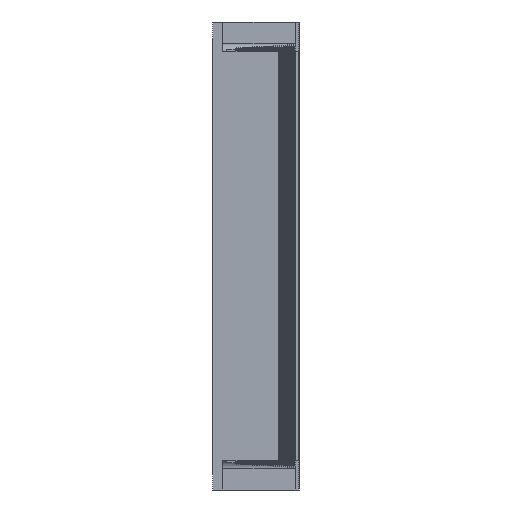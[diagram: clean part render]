
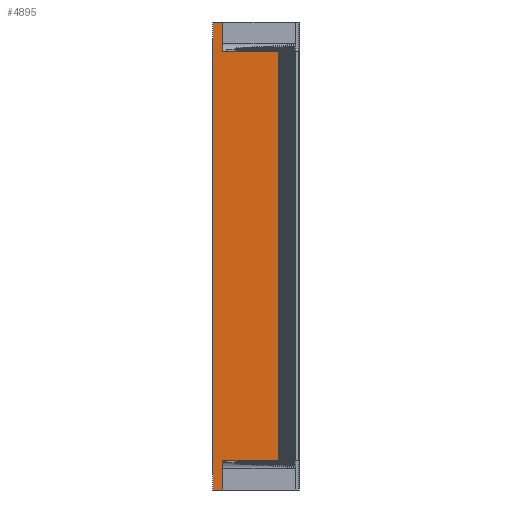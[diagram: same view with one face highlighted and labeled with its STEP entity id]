
A CAD part, left-side view. The second image highlights one B-rep face of the part: STEP entity #4895.
In plain terms, the highlighted planar face has unit normal (-1, 0, 0).
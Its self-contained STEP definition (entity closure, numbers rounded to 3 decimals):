
#4895=ADVANCED_FACE('',(#20694),#20696,.T.);
#20694=FACE_BOUND('',#20695,.T.);
#20695=EDGE_LOOP('',(#32471,#32472,#32473,#32474,#32475,#32476,#32477,#32478));
#20696=PLANE('',#20697);
#20697=AXIS2_PLACEMENT_3D('',#20698,#20699,#20700);
#20698=CARTESIAN_POINT('',(-125.,0.,0.));
#20699=DIRECTION('',(-1.,0.,0.));
#20700=DIRECTION('',(0.,-1.,0.));
#32471=ORIENTED_EDGE('',*,*,#43167,.T.);
#32472=ORIENTED_EDGE('',*,*,#42978,.T.);
#32473=ORIENTED_EDGE('',*,*,#43168,.T.);
#32474=ORIENTED_EDGE('',*,*,#43169,.T.);
#32475=ORIENTED_EDGE('',*,*,#43170,.T.);
#32476=ORIENTED_EDGE('',*,*,#43171,.F.);
#32477=ORIENTED_EDGE('',*,*,#43172,.T.);
#32478=ORIENTED_EDGE('',*,*,#43173,.T.);
#42978=EDGE_CURVE('',#49785,#49790,#49792,.T.);
#43167=EDGE_CURVE('',#50105,#49785,#50106,.F.);
#43168=EDGE_CURVE('',#49790,#50107,#50108,.F.);
#43169=EDGE_CURVE('',#50107,#50109,#50110,.T.);
#43170=EDGE_CURVE('',#50109,#50111,#50112,.F.);
#43171=EDGE_CURVE('',#50113,#50111,#50114,.T.);
#43172=EDGE_CURVE('',#50113,#50115,#50116,.T.);
#43173=EDGE_CURVE('',#50115,#50105,#50117,.T.);
#49785=VERTEX_POINT('',#62961);
#49790=VERTEX_POINT('',#62970);
#49792=LINE('',#62974,#62975);
#50105=VERTEX_POINT('',#63669);
#50106=LINE('',#63670,#63671);
#50107=VERTEX_POINT('',#63673);
#50108=LINE('',#63674,#63675);
#50109=VERTEX_POINT('',#63677);
#50110=LINE('',#63678,#63679);
#50111=VERTEX_POINT('',#63681);
#50112=LINE('',#63682,#63683);
#50113=VERTEX_POINT('',#63685);
#50114=LINE('',#63686,#63687);
#50115=VERTEX_POINT('',#63689);
#50116=LINE('',#63690,#63691);
#50117=LINE('',#63693,#63694);
#62961=CARTESIAN_POINT('',(-125.,-33.546,15.));
#62970=CARTESIAN_POINT('',(-125.,-33.546,223.));
#62974=CARTESIAN_POINT('',(-125.,-33.546,15.));
#62975=VECTOR('',#62976,1.);
#62976=DIRECTION('',(0.,0.,1.));
#63669=CARTESIAN_POINT('',(-125.,-5.1,15.));
#63670=CARTESIAN_POINT('',(-125.,-33.546,15.));
#63671=VECTOR('',#63672,1.);
#63672=DIRECTION('',(0.,1.,0.));
#63673=CARTESIAN_POINT('',(-125.,-5.1,223.));
#63674=CARTESIAN_POINT('',(-125.,-5.1,223.));
#63675=VECTOR('',#63676,1.);
#63676=DIRECTION('',(0.,-1.,0.));
#63677=CARTESIAN_POINT('',(-125.,-5.1,238.));
#63678=CARTESIAN_POINT('',(-125.,-5.1,223.));
#63679=VECTOR('',#63680,1.);
#63680=DIRECTION('',(0.,0.,1.));
#63681=CARTESIAN_POINT('',(-125.,0.,238.));
#63682=CARTESIAN_POINT('',(-125.,0.,238.));
#63683=VECTOR('',#63684,1.);
#63684=DIRECTION('',(0.,-1.,0.));
#63685=CARTESIAN_POINT('',(-125.,0.,0.));
#63686=CARTESIAN_POINT('',(-125.,0.,0.));
#63687=VECTOR('',#63688,1.);
#63688=DIRECTION('',(0.,0.,1.));
#63689=CARTESIAN_POINT('',(-125.,-5.1,0.));
#63690=CARTESIAN_POINT('',(-125.,0.,0.));
#63691=VECTOR('',#63692,1.);
#63692=DIRECTION('',(0.,-1.,0.));
#63693=CARTESIAN_POINT('',(-125.,-5.1,0.));
#63694=VECTOR('',#63695,1.);
#63695=DIRECTION('',(0.,0.,1.));
